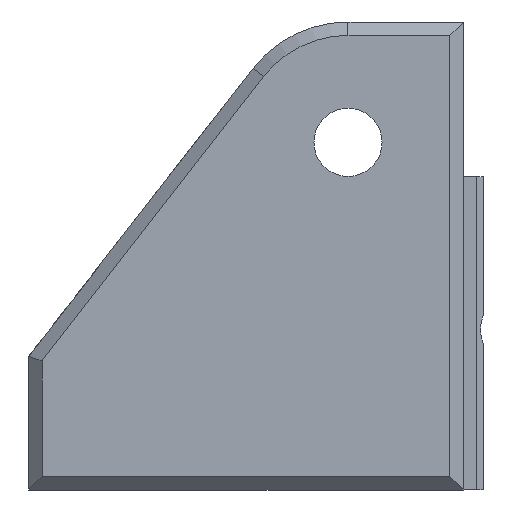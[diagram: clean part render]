
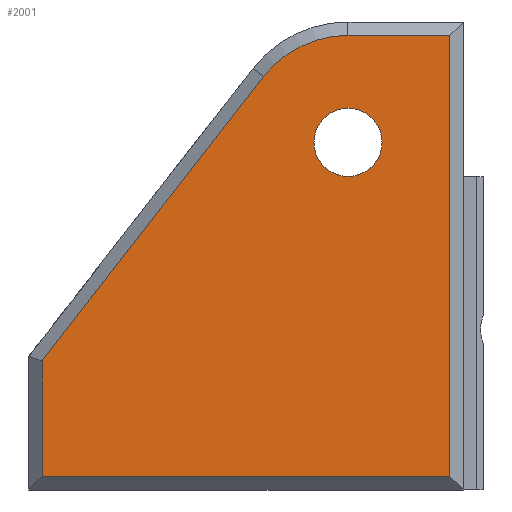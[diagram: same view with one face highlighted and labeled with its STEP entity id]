
A CAD part, left-side view. The second image highlights one B-rep face of the part: STEP entity #2001.
In plain terms, the highlighted planar face has unit normal (-1, 0, 0).
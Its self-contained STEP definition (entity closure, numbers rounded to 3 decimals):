
#26 = LINE ( 'NONE', #3015, #763 ) ;
#38 = EDGE_CURVE ( 'NONE', #962, #164, #2505, .T. ) ;
#63 = LINE ( 'NONE', #2218, #2606 ) ;
#74 = CARTESIAN_POINT ( 'NONE',  ( -10., 8.62, 26. ) ) ;
#80 = AXIS2_PLACEMENT_3D ( 'NONE', #74, #1297, #2039 ) ;
#137 = LINE ( 'NONE', #996, #1118 ) ;
#138 = ORIENTED_EDGE ( 'NONE', *, *, #3083, .T. ) ;
#164 = VERTEX_POINT ( 'NONE', #2761 ) ;
#233 = CARTESIAN_POINT ( 'NONE',  ( -10., 31.5, 1. ) ) ;
#358 = ORIENTED_EDGE ( 'NONE', *, *, #2173, .T. ) ;
#462 = DIRECTION ( 'NONE',  ( 0., 1., 0. ) ) ;
#535 = FACE_BOUND ( 'NONE', #1966, .T. ) ;
#555 = CARTESIAN_POINT ( 'NONE',  ( -10., 8.62, 26. ) ) ;
#565 = DIRECTION ( 'NONE',  ( 0., 0., 1. ) ) ;
#621 = CARTESIAN_POINT ( 'NONE',  ( -10., 14.93, 30.918 ) ) ;
#628 = CARTESIAN_POINT ( 'NONE',  ( -10., 8.62, 23.45 ) ) ;
#759 = DIRECTION ( 'NONE',  ( 0., 0., -1. ) ) ;
#763 = VECTOR ( 'NONE', #565, 1000. ) ;
#771 = CARTESIAN_POINT ( 'NONE',  ( -10., 8.62, 1. ) ) ;
#789 = VERTEX_POINT ( 'NONE', #2614 ) ;
#878 = ORIENTED_EDGE ( 'NONE', *, *, #2616, .T. ) ;
#896 = VERTEX_POINT ( 'NONE', #2367 ) ;
#948 = EDGE_LOOP ( 'NONE', ( #138, #2603, #358, #1546, #1525, #878 ) ) ;
#962 = VERTEX_POINT ( 'NONE', #233 ) ;
#996 = CARTESIAN_POINT ( 'NONE',  ( -10., 31.5, 26. ) ) ;
#1027 = DIRECTION ( 'NONE',  ( 0., -1., 0. ) ) ;
#1038 = CARTESIAN_POINT ( 'NONE',  ( -10., 8.62, 26. ) ) ;
#1118 = VECTOR ( 'NONE', #1251, 1000. ) ;
#1250 = ORIENTED_EDGE ( 'NONE', *, *, #2325, .T. ) ;
#1251 = DIRECTION ( 'NONE',  ( 0., 0., -1. ) ) ;
#1260 = EDGE_CURVE ( 'NONE', #789, #1572, #1703, .T. ) ;
#1297 = DIRECTION ( 'NONE',  ( 1., 0., 0. ) ) ;
#1301 = DIRECTION ( 'NONE',  ( 0., 0., -1. ) ) ;
#1371 = LINE ( 'NONE', #621, #2970 ) ;
#1511 = DIRECTION ( 'NONE',  ( 1., 0., 0. ) ) ;
#1519 = CIRCLE ( 'NONE', #2397, 2.55 ) ;
#1525 = ORIENTED_EDGE ( 'NONE', *, *, #2492, .T. ) ;
#1546 = ORIENTED_EDGE ( 'NONE', *, *, #3109, .T. ) ;
#1553 = FACE_OUTER_BOUND ( 'NONE', #948, .T. ) ;
#1572 = VERTEX_POINT ( 'NONE', #628 ) ;
#1703 = CIRCLE ( 'NONE', #2306, 2.55 ) ;
#1855 = ORIENTED_EDGE ( 'NONE', *, *, #1260, .T. ) ;
#1966 = EDGE_LOOP ( 'NONE', ( #1250, #1855 ) ) ;
#2001 = ADVANCED_FACE ( 'NONE', ( #535, #1553 ), #2535, .F. ) ;
#2039 = DIRECTION ( 'NONE',  ( 0., 0., -1. ) ) ;
#2089 = CARTESIAN_POINT ( 'NONE',  ( -10., 1., 34. ) ) ;
#2173 = EDGE_CURVE ( 'NONE', #164, #2682, #26, .T. ) ;
#2218 = CARTESIAN_POINT ( 'NONE',  ( -10., 8.62, 34. ) ) ;
#2258 = VERTEX_POINT ( 'NONE', #2916 ) ;
#2271 = CARTESIAN_POINT ( 'NONE',  ( -10., 31.5, 9.656 ) ) ;
#2306 = AXIS2_PLACEMENT_3D ( 'NONE', #555, #1511, #1301 ) ;
#2325 = EDGE_CURVE ( 'NONE', #1572, #789, #1519, .T. ) ;
#2367 = CARTESIAN_POINT ( 'NONE',  ( -10., 14.93, 30.918 ) ) ;
#2369 = DIRECTION ( 'NONE',  ( 0., 0.615, -0.789 ) ) ;
#2397 = AXIS2_PLACEMENT_3D ( 'NONE', #1038, #2978, #759 ) ;
#2429 = VECTOR ( 'NONE', #1027, 1000. ) ;
#2492 = EDGE_CURVE ( 'NONE', #2258, #896, #2696, .T. ) ;
#2494 = VERTEX_POINT ( 'NONE', #2271 ) ;
#2505 = LINE ( 'NONE', #771, #2429 ) ;
#2535 = PLANE ( 'NONE',  #80 ) ;
#2554 = CARTESIAN_POINT ( 'NONE',  ( -10., 8.62, 26. ) ) ;
#2567 = DIRECTION ( 'NONE',  ( 0., 0., -1. ) ) ;
#2603 = ORIENTED_EDGE ( 'NONE', *, *, #38, .T. ) ;
#2606 = VECTOR ( 'NONE', #462, 1000. ) ;
#2614 = CARTESIAN_POINT ( 'NONE',  ( -10., 8.62, 28.55 ) ) ;
#2616 = EDGE_CURVE ( 'NONE', #896, #2494, #1371, .T. ) ;
#2682 = VERTEX_POINT ( 'NONE', #2089 ) ;
#2696 = CIRCLE ( 'NONE', #3190, 8. ) ;
#2761 = CARTESIAN_POINT ( 'NONE',  ( -10., 1., 1. ) ) ;
#2780 = DIRECTION ( 'NONE',  ( -1., 0., 0. ) ) ;
#2916 = CARTESIAN_POINT ( 'NONE',  ( -10., 8.62, 34. ) ) ;
#2970 = VECTOR ( 'NONE', #2369, 1000. ) ;
#2978 = DIRECTION ( 'NONE',  ( 1., 0., 0. ) ) ;
#3015 = CARTESIAN_POINT ( 'NONE',  ( -10., 1., 26. ) ) ;
#3083 = EDGE_CURVE ( 'NONE', #2494, #962, #137, .T. ) ;
#3109 = EDGE_CURVE ( 'NONE', #2682, #2258, #63, .T. ) ;
#3190 = AXIS2_PLACEMENT_3D ( 'NONE', #2554, #2780, #2567 ) ;
